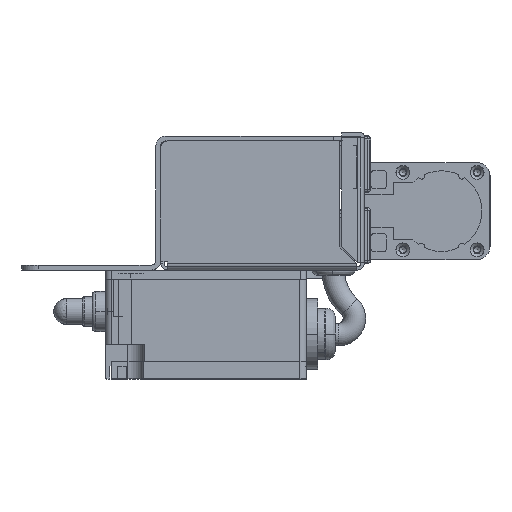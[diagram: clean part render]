
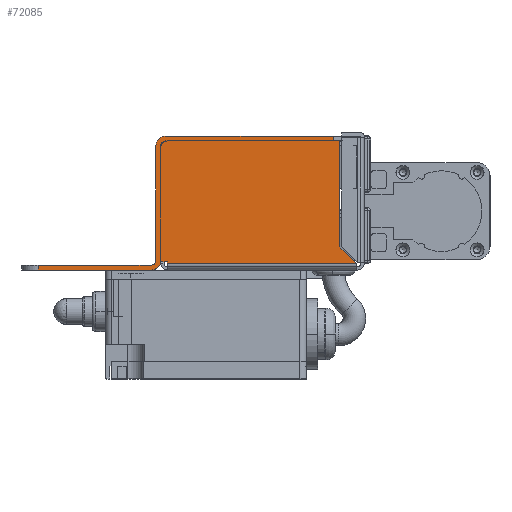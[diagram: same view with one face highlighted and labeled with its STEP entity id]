
A CAD part, left-side view. The second image highlights one B-rep face of the part: STEP entity #72085.
In plain terms, the highlighted planar face has unit normal (-1, 0, 0).
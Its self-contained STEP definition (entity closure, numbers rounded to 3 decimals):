
#816=FACE_BOUND('',#9531,.T.);
#2078=CIRCLE('',#76810,3.);
#2108=CIRCLE('',#76900,1.5);
#2109=CIRCLE('',#76902,3.);
#2112=CIRCLE('',#76906,1.5);
#2131=CIRCLE('',#76964,2.);
#5612=FACE_OUTER_BOUND('',#9530,.T.);
#9530=EDGE_LOOP('',(#55157,#55158,#55159,#55160,#55161,#55162,#55163,#55164,
#55165,#55166,#55167,#55168,#55169,#55170,#55171,#55172));
#9531=EDGE_LOOP('',(#55173,#55174,#55175,#55176));
#15495=LINE('',#112338,#23463);
#15509=LINE('',#112367,#23477);
#15539=LINE('',#112428,#23507);
#15573=LINE('',#112549,#23541);
#15596=LINE('',#112678,#23564);
#15614=LINE('',#112746,#23582);
#15627=LINE('',#112815,#23595);
#15734=LINE('',#113096,#23702);
#15738=LINE('',#113105,#23706);
#15783=LINE('',#113244,#23751);
#15784=LINE('',#113246,#23752);
#15785=LINE('',#113248,#23753);
#15786=LINE('',#113250,#23754);
#15787=LINE('',#113252,#23755);
#15788=LINE('',#113253,#23756);
#23463=VECTOR('',#89374,0.5);
#23477=VECTOR('',#89390,52.);
#23507=VECTOR('',#89422,0.5);
#23541=VECTOR('',#89522,35.);
#23564=VECTOR('',#89587,35.5);
#23582=VECTOR('',#89663,1.5);
#23595=VECTOR('',#89712,1.5);
#23702=VECTOR('',#90039,35.);
#23706=VECTOR('',#90047,2.);
#23751=VECTOR('',#90198,0.5);
#23752=VECTOR('',#90199,2.);
#23753=VECTOR('',#90200,0.5);
#23754=VECTOR('',#90201,58.646);
#23755=VECTOR('',#90202,7.278);
#23756=VECTOR('',#90203,32.854);
#30779=VERTEX_POINT('',#112335);
#30780=VERTEX_POINT('',#112337);
#30793=VERTEX_POINT('',#112364);
#30794=VERTEX_POINT('',#112366);
#30823=VERTEX_POINT('',#112425);
#30824=VERTEX_POINT('',#112427);
#30877=VERTEX_POINT('',#112546);
#30878=VERTEX_POINT('',#112548);
#30914=VERTEX_POINT('',#112675);
#30915=VERTEX_POINT('',#112677);
#30936=VERTEX_POINT('',#112744);
#30954=VERTEX_POINT('',#112814);
#30960=VERTEX_POINT('',#112844);
#31018=VERTEX_POINT('',#113081);
#31021=VERTEX_POINT('',#113104);
#31062=VERTEX_POINT('',#113243);
#31063=VERTEX_POINT('',#113245);
#31064=VERTEX_POINT('',#113247);
#31065=VERTEX_POINT('',#113249);
#31066=VERTEX_POINT('',#113251);
#39136=EDGE_CURVE('',#30780,#30779,#15495,.T.);
#39150=EDGE_CURVE('',#30794,#30793,#15509,.T.);
#39180=EDGE_CURVE('',#30824,#30823,#15539,.T.);
#39239=EDGE_CURVE('',#30877,#30878,#15573,.T.);
#39282=EDGE_CURVE('',#30914,#30915,#15596,.T.);
#39314=EDGE_CURVE('',#30878,#30936,#15614,.T.);
#39340=EDGE_CURVE('',#30794,#30954,#15627,.T.);
#39359=EDGE_CURVE('',#30960,#30877,#2078,.T.);
#39478=EDGE_CURVE('',#30914,#31018,#2108,.T.);
#39479=EDGE_CURVE('',#30793,#30915,#2109,.T.);
#39482=EDGE_CURVE('',#30780,#30823,#2112,.T.);
#39485=EDGE_CURVE('',#31018,#30936,#15734,.T.);
#39489=EDGE_CURVE('',#31021,#30954,#15738,.T.);
#39552=EDGE_CURVE('',#30824,#30779,#2131,.T.);
#39553=EDGE_CURVE('',#31062,#30960,#15783,.T.);
#39554=EDGE_CURVE('',#31062,#31063,#15784,.T.);
#39555=EDGE_CURVE('',#31063,#31064,#15785,.T.);
#39556=EDGE_CURVE('',#31064,#31065,#15786,.T.);
#39557=EDGE_CURVE('',#31065,#31066,#15787,.T.);
#39558=EDGE_CURVE('',#31066,#31021,#15788,.T.);
#55157=ORIENTED_EDGE('',*,*,#39553,.F.);
#55158=ORIENTED_EDGE('',*,*,#39554,.T.);
#55159=ORIENTED_EDGE('',*,*,#39555,.T.);
#55160=ORIENTED_EDGE('',*,*,#39556,.T.);
#55161=ORIENTED_EDGE('',*,*,#39557,.T.);
#55162=ORIENTED_EDGE('',*,*,#39558,.T.);
#55163=ORIENTED_EDGE('',*,*,#39489,.T.);
#55164=ORIENTED_EDGE('',*,*,#39340,.F.);
#55165=ORIENTED_EDGE('',*,*,#39150,.T.);
#55166=ORIENTED_EDGE('',*,*,#39479,.T.);
#55167=ORIENTED_EDGE('',*,*,#39282,.F.);
#55168=ORIENTED_EDGE('',*,*,#39478,.T.);
#55169=ORIENTED_EDGE('',*,*,#39485,.T.);
#55170=ORIENTED_EDGE('',*,*,#39314,.F.);
#55171=ORIENTED_EDGE('',*,*,#39239,.F.);
#55172=ORIENTED_EDGE('',*,*,#39359,.F.);
#55173=ORIENTED_EDGE('',*,*,#39180,.T.);
#55174=ORIENTED_EDGE('',*,*,#39482,.F.);
#55175=ORIENTED_EDGE('',*,*,#39136,.T.);
#55176=ORIENTED_EDGE('',*,*,#39552,.F.);
#65175=PLANE('',#76965);
#72085=ADVANCED_FACE('',(#5612,#816),#65175,.T.);
#76810=AXIS2_PLACEMENT_3D('',#112846,#89746,#89747);
#76900=AXIS2_PLACEMENT_3D('',#113083,#90015,#90016);
#76902=AXIS2_PLACEMENT_3D('',#113085,#90019,#90020);
#76906=AXIS2_PLACEMENT_3D('',#113089,#90027,#90028);
#76964=AXIS2_PLACEMENT_3D('',#113241,#90194,#90195);
#76965=AXIS2_PLACEMENT_3D('',#113242,#90196,#90197);
#89374=DIRECTION('',(0.,-1.,0.));
#89390=DIRECTION('',(0.,1.,0.));
#89422=DIRECTION('',(0.,0.,1.));
#89522=DIRECTION('',(0.,1.,0.));
#89587=DIRECTION('',(0.,0.,1.));
#89663=DIRECTION('',(0.,0.,1.));
#89712=DIRECTION('',(0.,0.,-1.));
#89746=DIRECTION('center_axis',(1.,0.,0.));
#89747=DIRECTION('ref_axis',(0.,-1.,0.));
#90015=DIRECTION('center_axis',(1.,0.,0.));
#90016=DIRECTION('ref_axis',(0.,-1.,0.));
#90019=DIRECTION('center_axis',(-1.,0.,0.));
#90020=DIRECTION('ref_axis',(0.,0.,
1.));
#90027=DIRECTION('center_axis',(-1.,0.,0.));
#90028=DIRECTION('ref_axis',(0.,0.,
1.));
#90039=DIRECTION('',(0.,1.,0.));
#90047=DIRECTION('',(0.,1.,0.));
#90194=DIRECTION('center_axis',(1.,0.,0.));
#90195=DIRECTION('ref_axis',(0.,0.707,0.707));
#90196=DIRECTION('center_axis',(-1.,0.,0.));
#90197=DIRECTION('ref_axis',(0.,0.,1.));
#90198=DIRECTION('',(0.,0.,1.));
#90199=DIRECTION('',(0.,-1.,0.));
#90200=DIRECTION('',(0.,0.,-1.));
#90201=DIRECTION('',(0.,-1.,0.));
#90202=DIRECTION('',(0.,0.707,0.707));
#90203=DIRECTION('',(0.,0.,1.));
#112335=CARTESIAN_POINT('',(-350.,29.5,40.));
#112337=CARTESIAN_POINT('',(-350.,30.,40.));
#112338=CARTESIAN_POINT('',(-350.,33.,40.));
#112364=CARTESIAN_POINT('',(-350.,30.,41.5));
#112366=CARTESIAN_POINT('',(-350.,-22.,41.5));
#112367=CARTESIAN_POINT('',(-350.,33.,41.5));
#112425=CARTESIAN_POINT('',(-350.,31.5,38.5));
#112427=CARTESIAN_POINT('',(-350.,31.5,38.));
#112428=CARTESIAN_POINT('',(-350.,31.5,0.));
#112546=CARTESIAN_POINT('',(-350.,34.5,0.));
#112548=CARTESIAN_POINT('',(-350.,69.5,0.));
#112549=CARTESIAN_POINT('',(-350.,31.5,0.));
#112675=CARTESIAN_POINT('',(-350.,33.,3.));
#112677=CARTESIAN_POINT('',(-350.,33.,38.5));
#112678=CARTESIAN_POINT('',(-350.,33.,0.));
#112744=CARTESIAN_POINT('',(-350.,69.5,1.5));
#112746=CARTESIAN_POINT('',(-350.,69.5,0.));
#112814=CARTESIAN_POINT('',(-350.,-22.,40.));
#112815=CARTESIAN_POINT('',(-350.,-22.,20.));
#112844=CARTESIAN_POINT('',(-350.,31.5,3.));
#112846=CARTESIAN_POINT('Origin',(-350.,34.5,3.));
#113081=CARTESIAN_POINT('',(-350.,34.5,1.5));
#113083=CARTESIAN_POINT('Origin',(-350.,34.5,3.));
#113085=CARTESIAN_POINT('Origin',(-350.,30.,38.5));
#113089=CARTESIAN_POINT('Origin',(-350.,30.,38.5));
#113096=CARTESIAN_POINT('',(-350.,31.5,1.5));
#113104=CARTESIAN_POINT('',(-350.,-24.,40.));
#113105=CARTESIAN_POINT('',(-350.,30.5,40.));
#113241=CARTESIAN_POINT('Origin',(-350.,29.5,38.));
#113242=CARTESIAN_POINT('Origin',(-350.,-31.5,0.));
#113243=CARTESIAN_POINT('',(-350.,31.5,2.5));
#113244=CARTESIAN_POINT('',(-350.,31.5,40.));
#113245=CARTESIAN_POINT('',(-350.,29.5,2.5));
#113246=CARTESIAN_POINT('',(-350.,-1.,2.5));
#113247=CARTESIAN_POINT('',(-350.,29.5,2.));
#113248=CARTESIAN_POINT('',(-350.,29.5,0.5));
#113249=CARTESIAN_POINT('',(-350.,-29.146,2.));
#113250=CARTESIAN_POINT('',(-350.,-15.75,2.));
#113251=CARTESIAN_POINT('',(-350.,-24.,7.146));
#113252=CARTESIAN_POINT('',(-350.,-31.235,-0.088));
#113253=CARTESIAN_POINT('',(-350.,-24.,3.573));
